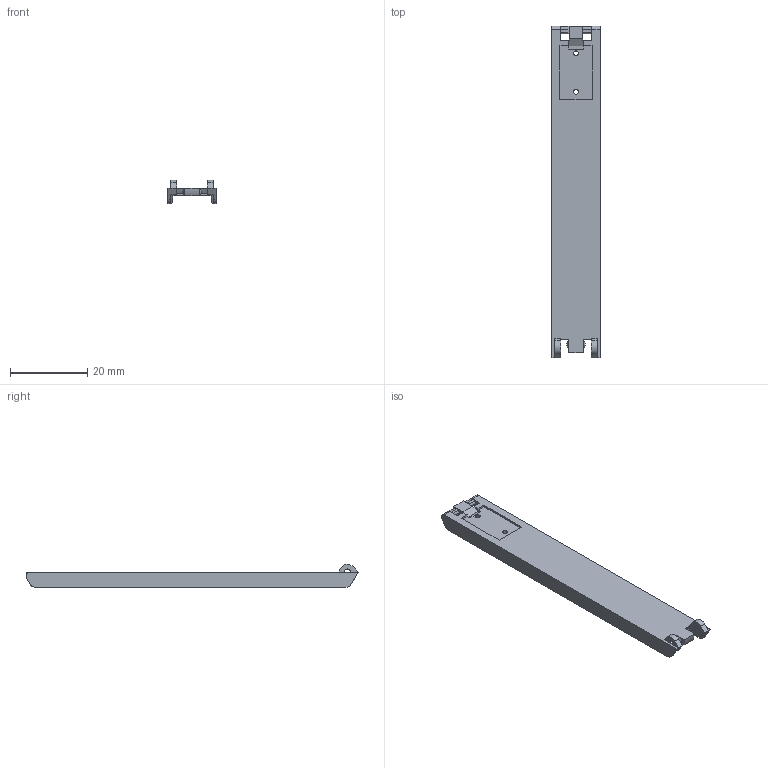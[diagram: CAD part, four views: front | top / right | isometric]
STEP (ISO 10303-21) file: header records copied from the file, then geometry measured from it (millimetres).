
FILE_DESCRIPTION(('CATIA V5R24 STEP','CAx-IF Rec.Pracs.--- Model Styling and Organization---1.2---2011-12-15'),'2;1');
FILE_NAME ('13211762_2', '2018-06-29T09:06:45+00:00', ('Weidmueller Interface'), ('Weidmueller'), 'CATIA Version 5-6 Release 2014 SP4', 'CATIA V5 STEP AP214', 'none');
FILE_SCHEMA(('AUTOMOTIVE_DESIGN { 1 0 10303 214 1 1 1 1 }'));
Length unit declared in the file: millimetre
Products named in the file (1): S3D_CH20M12_C_TP
Bounding box: 12.5 x 85.94 x 6 mm (x, y, z)
Volume: 2367.8 mm3; surface area: 3219.6 mm2
Topology: 1 solids, 1 shells, 86 faces, 279 edges, 187 vertices
Faces by surface type: plane 64, cylinder 20, sphere 2
Entity records: 3172 total; most frequent: CARTESIAN_POINT 676, ORIENTED_EDGE 558, DIRECTION 403, EDGE_CURVE 279, VECTOR 209, LINE 209, VERTEX_POINT 187, AXIS2_PLACEMENT_3D 123
